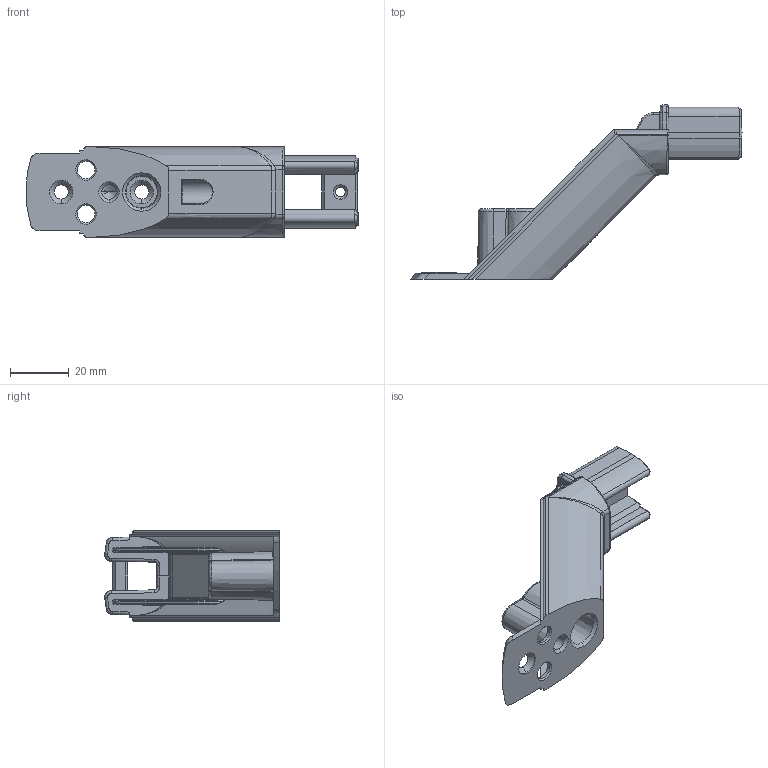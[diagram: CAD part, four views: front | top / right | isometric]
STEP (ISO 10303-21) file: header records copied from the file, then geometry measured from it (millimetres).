
FILE_DESCRIPTION(('Creo Elements/Direct Modeling STEP Export'),'2;1');
FILE_NAME('2631-113.stp','2024-12-12T12:29:56',(''),(''),'Creo Elements/Direct Modeling STEP processor for AP214 (Solid Model)','Creo Elements/Direct Modeling 20.0 12-Nov-2016 (C) Parametric Technology GmbH','');
FILE_SCHEMA(('AUTOMOTIVE_DESIGN { 1 0 10303 214 1 1 1 1 }'));
Length unit declared in the file: millimetre
Products named in the file (1): ZN-12133
Bounding box: 113.36 x 59.61 x 31 mm (x, y, z)
Volume: 22347.7 mm3; surface area: 17461.9 mm2
Topology: 1 solids, 1 shells, 778 faces, 2183 edges, 1417 vertices
Faces by surface type: plane 580, cylinder 82, bspline 78, cone 24, extrusion 10, torus 4
Entity records: 33259 total; most frequent: CARTESIAN_POINT 14146, ORIENTED_EDGE 4354, DIRECTION 3325, EDGE_CURVE 2177, VECTOR 1773, LINE 1765, VERTEX_POINT 1417, EDGE_LOOP 808
